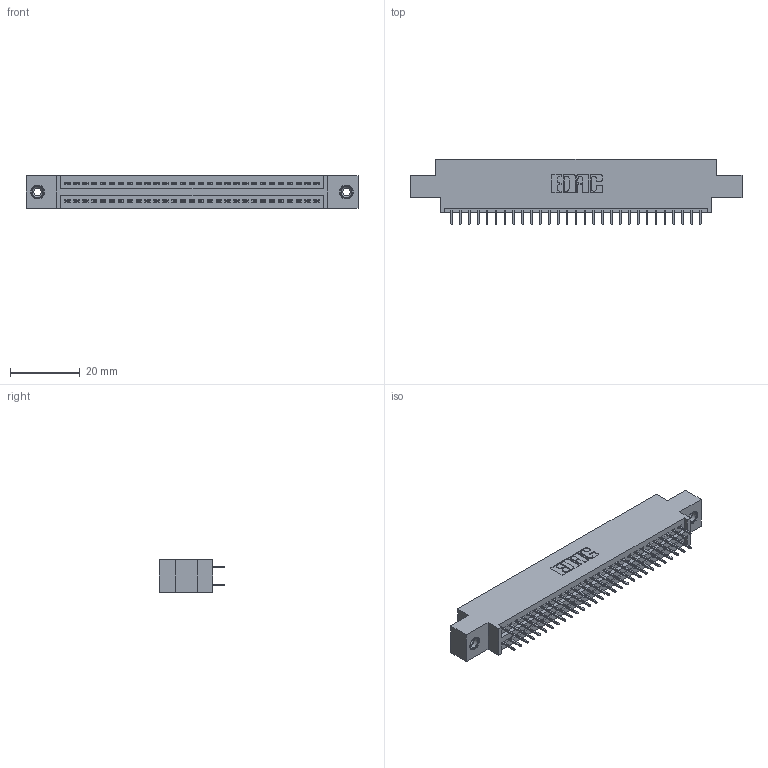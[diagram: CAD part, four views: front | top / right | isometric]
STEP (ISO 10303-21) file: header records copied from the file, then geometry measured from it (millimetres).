
FILE_DESCRIPTION (( 'STEP AP203' ), '1' );
FILE_NAME ('345-058-525-808.STEP', '2020-09-20T21:04:59', ( '' ), ( '' ), 'SwSTEP 2.0', 'SolidWorks 2020', '' );
FILE_SCHEMA (( 'CONFIG_CONTROL_DESIGN' ));
Length unit declared in the file: inch
Products named in the file (4): 345-250-001_345-250-003-102; 345-058-525-808; 345 Part_0.170 Offset - 0.156 Dia-TI; 345-292-001_345-293-125
Assembly tree (61 placements, depth 2):
  345-058-525-808
    345 Part_0.170 Offset - 0.156 Dia-TI
    345-292-001_345-293-125  x58
    345-250-001_345-250-003-102  x2
Bounding box: 94.87 x 18.72 x 9.4 mm (x, y, z)
Volume: 8879.6 mm3; surface area: 12743 mm2
Topology: 61 solids, 61 shells, 3322 faces, 9363 edges, 6002 vertices
Faces by surface type: plane 2378, cylinder 928, cone 12, torus 4
Entity records: 25896 total; most frequent: CARTESIAN_POINT 4335, ORIENTED_EDGE 4262, DIRECTION 3865, EDGE_CURVE 2131, VECTOR 1867, LINE 1867, VERTEX_POINT 1412, AXIS2_PLACEMENT_3D 999
